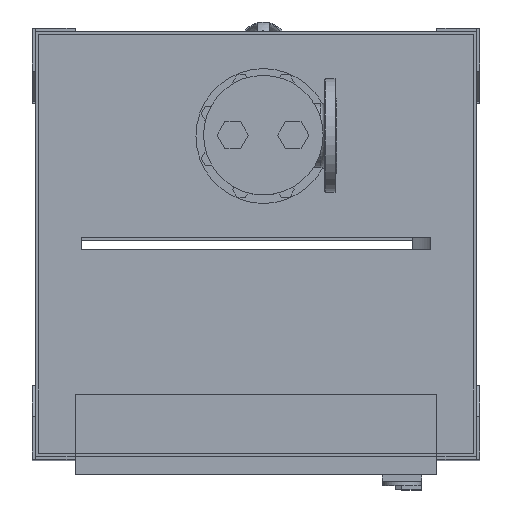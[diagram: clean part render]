
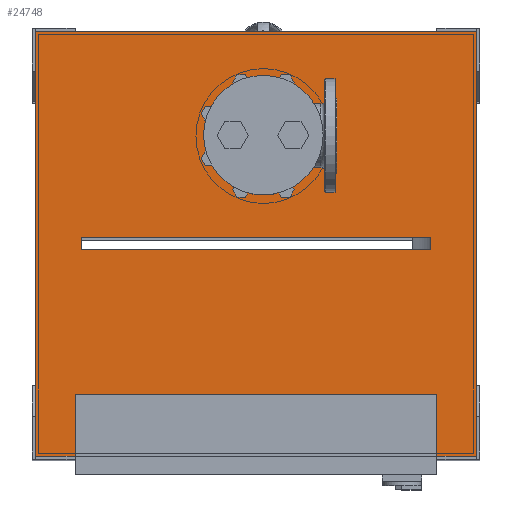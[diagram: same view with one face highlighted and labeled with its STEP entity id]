
A CAD part, top view. The second image highlights one B-rep face of the part: STEP entity #24748.
In plain terms, the highlighted planar face has unit normal (0, 0, 1).
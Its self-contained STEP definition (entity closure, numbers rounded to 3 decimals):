
#326=FACE_BOUND('',#4262,.T.);
#2595=FACE_OUTER_BOUND('',#4261,.T.);
#4261=EDGE_LOOP('',(#17622,#17623,#17624,#17625,#17626,#17627,#17628,#17629));
#4262=EDGE_LOOP('',(#17630,#17631,#17632,#17633));
#6550=LINE('',#37422,#8854);
#6553=LINE('',#37428,#8857);
#6557=LINE('',#37435,#8861);
#6567=LINE('',#37456,#8871);
#6570=LINE('',#37462,#8874);
#6572=LINE('',#37466,#8876);
#6574=LINE('',#37470,#8878);
#6576=LINE('',#37473,#8880);
#6577=LINE('',#37477,#8881);
#6580=LINE('',#37482,#8884);
#6582=LINE('',#37485,#8886);
#6583=LINE('',#37487,#8887);
#8854=VECTOR('',#29868,10.);
#8857=VECTOR('',#29873,10.);
#8861=VECTOR('',#29879,10.);
#8871=VECTOR('',#29893,10.);
#8874=VECTOR('',#29898,10.);
#8876=VECTOR('',#29902,10.);
#8878=VECTOR('',#29906,10.);
#8880=VECTOR('',#29910,10.);
#8881=VECTOR('',#29913,10.);
#8884=VECTOR('',#29918,10.);
#8886=VECTOR('',#29922,10.);
#8887=VECTOR('',#29925,10.);
#11056=VERTEX_POINT('',#37419);
#11057=VERTEX_POINT('',#37421);
#11059=VERTEX_POINT('',#37427);
#11061=VERTEX_POINT('',#37433);
#11070=VERTEX_POINT('',#37455);
#11071=VERTEX_POINT('',#37459);
#11072=VERTEX_POINT('',#37461);
#11073=VERTEX_POINT('',#37465);
#11074=VERTEX_POINT('',#37469);
#11075=VERTEX_POINT('',#37475);
#11076=VERTEX_POINT('',#37476);
#11077=VERTEX_POINT('',#37481);
#13612=EDGE_CURVE('',#11057,#11056,#6550,.T.);
#13615=EDGE_CURVE('',#11059,#11057,#6553,.T.);
#13619=EDGE_CURVE('',#11056,#11061,#6557,.T.);
#13629=EDGE_CURVE('',#11059,#11070,#6567,.T.);
#13632=EDGE_CURVE('',#11072,#11071,#6570,.T.);
#13634=EDGE_CURVE('',#11073,#11072,#6572,.T.);
#13636=EDGE_CURVE('',#11074,#11073,#6574,.T.);
#13638=EDGE_CURVE('',#11071,#11074,#6576,.T.);
#13639=EDGE_CURVE('',#11075,#11076,#6577,.T.);
#13642=EDGE_CURVE('',#11076,#11077,#6580,.T.);
#13644=EDGE_CURVE('',#11077,#11061,#6582,.T.);
#13645=EDGE_CURVE('',#11070,#11075,#6583,.T.);
#17622=ORIENTED_EDGE('',*,*,#13619,.T.);
#17623=ORIENTED_EDGE('',*,*,#13644,.F.);
#17624=ORIENTED_EDGE('',*,*,#13642,.F.);
#17625=ORIENTED_EDGE('',*,*,#13639,.F.);
#17626=ORIENTED_EDGE('',*,*,#13645,.F.);
#17627=ORIENTED_EDGE('',*,*,#13629,.F.);
#17628=ORIENTED_EDGE('',*,*,#13615,.T.);
#17629=ORIENTED_EDGE('',*,*,#13612,.T.);
#17630=ORIENTED_EDGE('',*,*,#13636,.T.);
#17631=ORIENTED_EDGE('',*,*,#13634,.T.);
#17632=ORIENTED_EDGE('',*,*,#13632,.T.);
#17633=ORIENTED_EDGE('',*,*,#13638,.T.);
#23604=PLANE('',#26562);
#24748=ADVANCED_FACE('',(#2595,#326),#23604,.T.);
#26562=AXIS2_PLACEMENT_3D('',#37488,#29926,#29927);
#29868=DIRECTION('',(1.,0.,0.));
#29873=DIRECTION('',(0.,1.,0.));
#29879=DIRECTION('',(0.,-1.,0.));
#29893=DIRECTION('',(-1.,0.,0.));
#29898=DIRECTION('',(0.,-1.,0.));
#29902=DIRECTION('',(1.,0.,0.));
#29906=DIRECTION('',(0.,1.,0.));
#29910=DIRECTION('',(-1.,0.,0.));
#29913=DIRECTION('',(1.,0.,0.));
#29918=DIRECTION('',(0.,-1.,0.));
#29922=DIRECTION('',(-1.,0.,0.));
#29925=DIRECTION('',(0.,1.,0.));
#29926=DIRECTION('center_axis',(0.,0.,1.));
#29927=DIRECTION('ref_axis',(1.,0.,0.));
#37419=CARTESIAN_POINT('',(295.,-246.5,1475.));
#37421=CARTESIAN_POINT('',(-295.,-246.5,1475.));
#37422=CARTESIAN_POINT('',(147.5,-246.5,1475.));
#37427=CARTESIAN_POINT('',(-295.,-346.5,1475.));
#37428=CARTESIAN_POINT('',(-295.,-209.875,1475.));
#37433=CARTESIAN_POINT('',(295.,-346.5,1475.));
#37435=CARTESIAN_POINT('',(295.,-259.875,1475.));
#37455=CARTESIAN_POINT('',(-360.,-346.5,1475.));
#37456=CARTESIAN_POINT('',(360.,-346.5,1475.));
#37459=CARTESIAN_POINT('',(285.,-10.,1475.));
#37461=CARTESIAN_POINT('',(285.,10.,1475.));
#37462=CARTESIAN_POINT('',(285.,-91.625,1475.));
#37465=CARTESIAN_POINT('',(-285.,10.,1475.));
#37466=CARTESIAN_POINT('',(142.5,10.,1475.));
#37469=CARTESIAN_POINT('',(-285.,-10.,1475.));
#37470=CARTESIAN_POINT('',(-285.,-81.625,1475.));
#37473=CARTESIAN_POINT('',(-142.5,-10.,1475.));
#37475=CARTESIAN_POINT('',(-360.,346.5,1475.));
#37476=CARTESIAN_POINT('',(360.,346.5,1475.));
#37477=CARTESIAN_POINT('',(360.,346.5,1475.));
#37481=CARTESIAN_POINT('',(360.,-346.5,1475.));
#37482=CARTESIAN_POINT('',(360.,0.,1475.));
#37485=CARTESIAN_POINT('',(360.,-346.5,1475.));
#37487=CARTESIAN_POINT('',(-360.,346.5,1475.));
#37488=CARTESIAN_POINT('Origin',(0.,-173.25,1475.));
